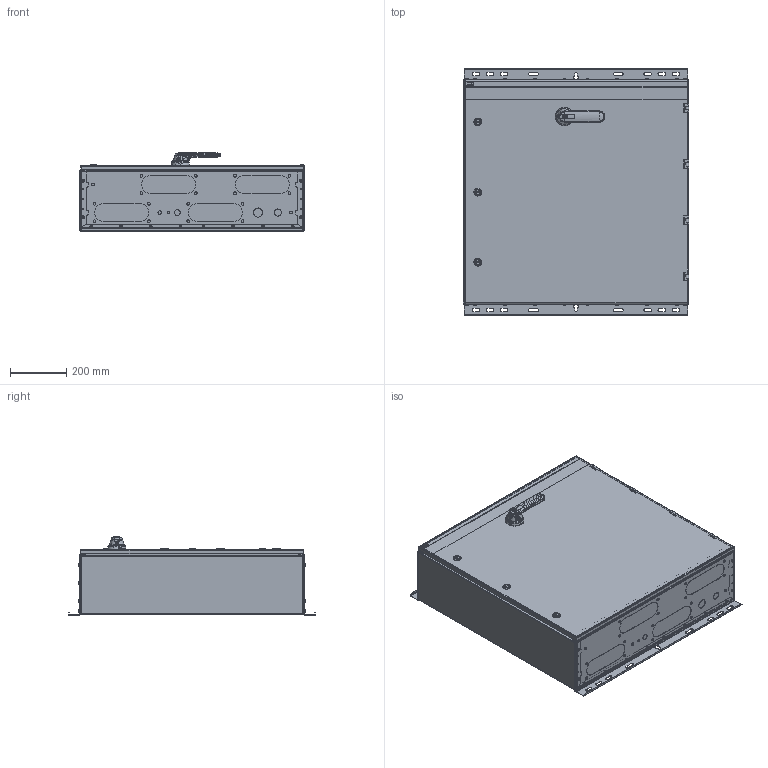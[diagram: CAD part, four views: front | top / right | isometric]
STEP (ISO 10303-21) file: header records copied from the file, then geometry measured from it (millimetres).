
FILE_DESCRIPTION((''),'2;1');
FILE_NAME('OTKM808023PBL_SW0001','2021-04-28T11:31:33',('FIJOKON'),(''),'CREO PARAMETRIC BY PTC INC, 2020184','CREO PARAMETRIC BY PTC INC, 2020184','');
FILE_SCHEMA(('AUTOMOTIVE_DESIGN { 1 0 10303 214 1 1 1 1 }'));
Products named in the file (1): OTKM808023PBL_SW0001
Bounding box: 803.69 x 878.25 x 280.37 mm (x, y, z)
Volume: 140448956.6 mm3; surface area: 5023788.8 mm2
Topology: 2 solids, 3 shells, 3464 faces, 9295 edges, 5875 vertices
Faces by surface type: plane 1895, cylinder 977, bspline 245, torus 181, cone 114, sphere 37, extrusion 15
Entity records: 168776 total; most frequent: CARTESIAN_POINT 60080, ORIENTED_EDGE 18402, DIRECTION 17335, EDGE_CURVE 9201, AXIS2_PLACEMENT_3D 5907, VERTEX_POINT 5875, VECTOR 5518, LINE 5503
